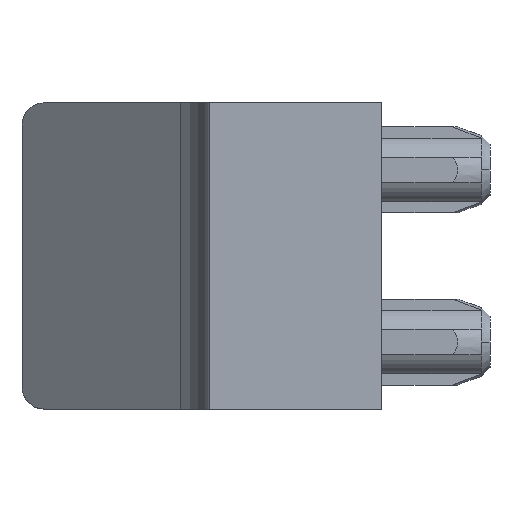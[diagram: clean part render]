
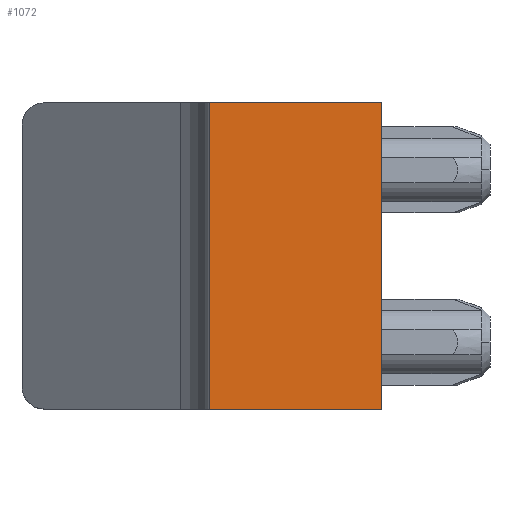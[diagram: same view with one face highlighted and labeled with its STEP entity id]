
A CAD part, left-side view. The second image highlights one B-rep face of the part: STEP entity #1072.
In plain terms, the highlighted planar face has unit normal (-1, 0, 0).
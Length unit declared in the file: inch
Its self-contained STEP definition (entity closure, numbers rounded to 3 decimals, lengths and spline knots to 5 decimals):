
#21 = EDGE_CURVE ( 'NONE', #1562, #821, #618, .T. ) ;
#24 = ORIENTED_EDGE ( 'NONE', *, *, #1363, .T. ) ;
#181 = FACE_OUTER_BOUND ( 'NONE', #1359, .T. ) ;
#316 = CARTESIAN_POINT ( 'NONE',  ( 0., 0.1, 0.089 ) ) ;
#363 = VECTOR ( 'NONE', #1724, 39.37008 ) ;
#384 = CARTESIAN_POINT ( 'NONE',  ( 0., 0.1, 0. ) ) ;
#437 = PLANE ( 'NONE',  #1339 ) ;
#471 = LINE ( 'NONE', #797, #363 ) ;
#540 = ORIENTED_EDGE ( 'NONE', *, *, #21, .F. ) ;
#556 = CARTESIAN_POINT ( 'NONE',  ( 0., 0., 0.178 ) ) ;
#618 = LINE ( 'NONE', #316, #1748 ) ;
#643 = DIRECTION ( 'NONE',  ( 0., 0., 1. ) ) ;
#684 = CARTESIAN_POINT ( 'NONE',  ( 0., 0.098, 0. ) ) ;
#792 = VECTOR ( 'NONE', #1812, 39.37008 ) ;
#797 = CARTESIAN_POINT ( 'NONE',  ( 0., 0.098, 0.178 ) ) ;
#821 = VERTEX_POINT ( 'NONE', #1677 ) ;
#980 = DIRECTION ( 'NONE',  ( 0., 0., 1. ) ) ;
#1072 = ADVANCED_FACE ( 'NONE', ( #181 ), #437, .F. ) ;
#1082 = CARTESIAN_POINT ( 'NONE',  ( 0., 0., 0.178 ) ) ;
#1200 = ORIENTED_EDGE ( 'NONE', *, *, #1961, .T. ) ;
#1235 = DIRECTION ( 'NONE',  ( 0., 0., -1. ) ) ;
#1320 = VERTEX_POINT ( 'NONE', #556 ) ;
#1339 = AXIS2_PLACEMENT_3D ( 'NONE', #1082, #1465, #1235 ) ;
#1359 = EDGE_LOOP ( 'NONE', ( #24, #1729, #540, #1200 ) ) ;
#1363 = EDGE_CURVE ( 'NONE', #1981, #1320, #1747, .T. ) ;
#1465 = DIRECTION ( 'NONE',  ( 1., 0., 0. ) ) ;
#1562 = VERTEX_POINT ( 'NONE', #384 ) ;
#1677 = CARTESIAN_POINT ( 'NONE',  ( 0., 0.1, 0.178 ) ) ;
#1721 = EDGE_CURVE ( 'NONE', #821, #1320, #471, .T. ) ;
#1724 = DIRECTION ( 'NONE',  ( 0., -1., 0. ) ) ;
#1729 = ORIENTED_EDGE ( 'NONE', *, *, #1721, .F. ) ;
#1747 = LINE ( 'NONE', #1755, #1935 ) ;
#1748 = VECTOR ( 'NONE', #980, 39.37008 ) ;
#1755 = CARTESIAN_POINT ( 'NONE',  ( 0., 0., 0.089 ) ) ;
#1781 = LINE ( 'NONE', #684, #792 ) ;
#1812 = DIRECTION ( 'NONE',  ( 0., -1., 0. ) ) ;
#1823 = CARTESIAN_POINT ( 'NONE',  ( 0., 0., 0. ) ) ;
#1935 = VECTOR ( 'NONE', #643, 39.37008 ) ;
#1961 = EDGE_CURVE ( 'NONE', #1562, #1981, #1781, .T. ) ;
#1981 = VERTEX_POINT ( 'NONE', #1823 ) ;
